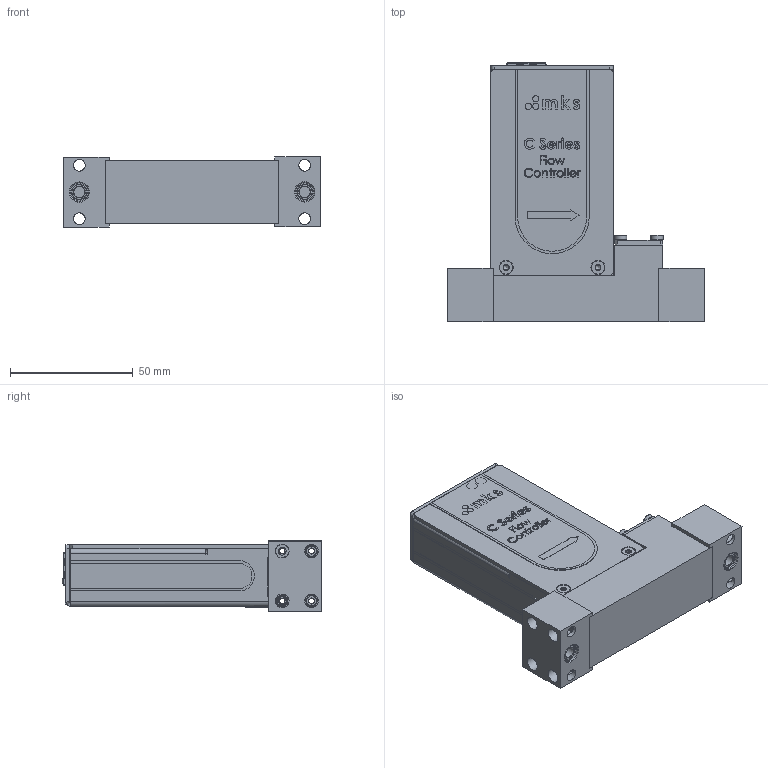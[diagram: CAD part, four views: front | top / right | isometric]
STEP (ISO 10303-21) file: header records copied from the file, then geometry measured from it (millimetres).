
FILE_DESCRIPTION (( 'STEP AP214' ), '1' );
FILE_NAME ('C-series_modbus_W-seal_MFM.STEP', '2019-03-21T18:01:12', ( '' ), ( '' ), 'SwSTEP 2.0', 'SolidWorks 2015', '' );
FILE_SCHEMA (( 'AUTOMOTIVE_DESIGN' ));
Length unit declared in the file: inch
Products named in the file (1): C-series_modbus_W-seal_MFM
Bounding box: 104.88 x 105.85 x 28.6 mm (x, y, z)
Surface area: 46901.8 mm2 (no closed solid volume)
Topology: 0 solids, 56 shells, 749 faces, 3662 edges, 2898 vertices
Faces by surface type: plane 412, cylinder 186, bspline 91, cone 48, torus 12
Full cylindrical faces by diameter (mm): 1.194 x3, 1.524 x2, 1.702 x1, 3.8 x1, 4.597 x2, 4.75 x4, 5 x4, 5.558 x8, 5.563 x1, 6.071 x1, 7.798 x2
Entity records: 55797 total; most frequent: CARTESIAN_POINT 19431, ORIENTED_EDGE 4922, DIRECTION 4655, EDGE_CURVE 3552, VERTEX_POINT 2864, VECTOR 2367, LINE 2367, AXIS2_PLACEMENT_3D 1144
